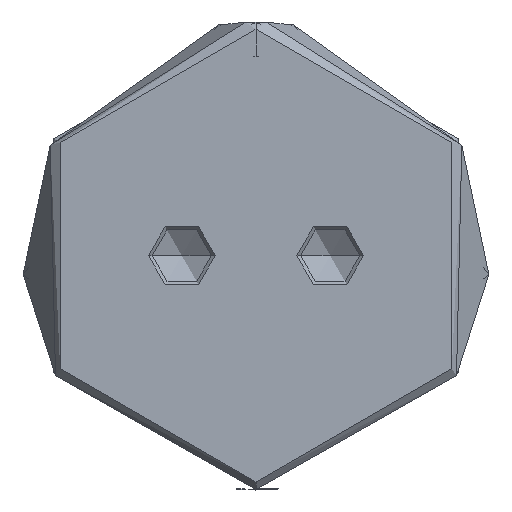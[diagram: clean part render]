
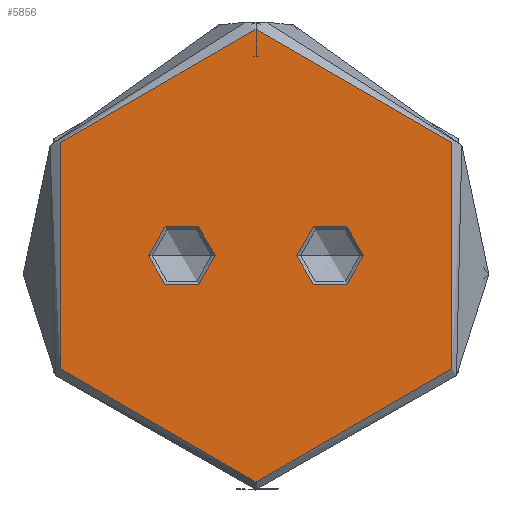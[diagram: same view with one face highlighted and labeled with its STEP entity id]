
A CAD part, front view. The second image highlights one B-rep face of the part: STEP entity #5856.
In plain terms, the highlighted face is planar.
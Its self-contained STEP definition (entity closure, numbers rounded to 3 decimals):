
#57 = ORIENTED_EDGE ( 'NONE', *, *, #5953, .T. ) ;
#109 = EDGE_CURVE ( 'NONE', #2849, #178, #4012, .T. ) ;
#148 = CARTESIAN_POINT ( 'NONE',  ( 0., -10., 0. ) ) ;
#178 = VERTEX_POINT ( 'NONE', #861 ) ;
#348 = DIRECTION ( 'NONE',  ( 0., 1., 0. ) ) ;
#376 = DIRECTION ( 'NONE',  ( 0., 0., -1. ) ) ;
#401 = CARTESIAN_POINT ( 'NONE',  ( 0., -10., 0. ) ) ;
#861 = CARTESIAN_POINT ( 'NONE',  ( 0., 5.5, 0. ) ) ;
#1400 = DIRECTION ( 'NONE',  ( 0., 1., 0. ) ) ;
#1694 = EDGE_CURVE ( 'NONE', #2649, #4582, #3132, .T. ) ;
#1982 = AXIS2_PLACEMENT_3D ( 'NONE', #2066, #2007, #1985 ) ;
#1985 = DIRECTION ( 'NONE',  ( -1., 0., 0. ) ) ;
#2007 = DIRECTION ( 'NONE',  ( 0., 0., -1. ) ) ;
#2066 = CARTESIAN_POINT ( 'NONE',  ( 0., 0., 0. ) ) ;
#2117 = DIRECTION ( 'NONE',  ( 0., 0., 1. ) ) ;
#2232 = EDGE_LOOP ( 'NONE', ( #2405, #3594 ) ) ;
#2265 = DIRECTION ( 'NONE',  ( 0., 0., 1. ) ) ;
#2289 = DIRECTION ( 'NONE',  ( 0., -1., 0. ) ) ;
#2320 = EDGE_LOOP ( 'NONE', ( #4257, #57 ) ) ;
#2405 = ORIENTED_EDGE ( 'NONE', *, *, #5633, .F. ) ;
#2439 = PLANE ( 'NONE',  #1982 ) ;
#2471 = DIRECTION ( 'NONE',  ( 0., -1., 0. ) ) ;
#2496 = ORIENTED_EDGE ( 'NONE', *, *, #4759, .T. ) ;
#2649 = VERTEX_POINT ( 'NONE', #5702 ) ;
#2849 = VERTEX_POINT ( 'NONE', #6593 ) ;
#3130 = CIRCLE ( 'NONE', #4325, 30.5 ) ;
#3132 = CIRCLE ( 'NONE', #3331, 4.5 ) ;
#3179 = EDGE_CURVE ( 'NONE', #5642, #4885, #3819, .T. ) ;
#3219 = AXIS2_PLACEMENT_3D ( 'NONE', #4036, #4010, #3756 ) ;
#3331 = AXIS2_PLACEMENT_3D ( 'NONE', #148, #6921, #1400 ) ;
#3403 = CARTESIAN_POINT ( 'NONE',  ( 0., 10., 0. ) ) ;
#3463 = CARTESIAN_POINT ( 'NONE',  ( 0., 10., 0. ) ) ;
#3526 = DIRECTION ( 'NONE',  ( 0., 0., 1. ) ) ;
#3594 = ORIENTED_EDGE ( 'NONE', *, *, #109, .F. ) ;
#3690 = FACE_BOUND ( 'NONE', #2320, .T. ) ;
#3756 = DIRECTION ( 'NONE',  ( 1., 0., 0. ) ) ;
#3772 = CARTESIAN_POINT ( 'NONE',  ( -30.5, 0., 0. ) ) ;
#3819 = CIRCLE ( 'NONE', #3219, 30.5 ) ;
#3825 = CARTESIAN_POINT ( 'NONE',  ( 0., 0., 0. ) ) ;
#4010 = DIRECTION ( 'NONE',  ( 0., 0., 1. ) ) ;
#4012 = CIRCLE ( 'NONE', #6487, 4.5 ) ;
#4036 = CARTESIAN_POINT ( 'NONE',  ( 0., 0., 0. ) ) ;
#4221 = CARTESIAN_POINT ( 'NONE',  ( 30.5, 0., 0. ) ) ;
#4257 = ORIENTED_EDGE ( 'NONE', *, *, #1694, .T. ) ;
#4325 = AXIS2_PLACEMENT_3D ( 'NONE', #3825, #2117, #6519 ) ;
#4582 = VERTEX_POINT ( 'NONE', #5992 ) ;
#4759 = EDGE_CURVE ( 'NONE', #4885, #5642, #3130, .T. ) ;
#4826 = AXIS2_PLACEMENT_3D ( 'NONE', #3403, #2265, #2289 ) ;
#4885 = VERTEX_POINT ( 'NONE', #3772 ) ;
#5037 = EDGE_LOOP ( 'NONE', ( #2496, #6511 ) ) ;
#5124 = FACE_BOUND ( 'NONE', #2232, .T. ) ;
#5269 = AXIS2_PLACEMENT_3D ( 'NONE', #401, #376, #348 ) ;
#5633 = EDGE_CURVE ( 'NONE', #178, #2849, #6785, .T. ) ;
#5642 = VERTEX_POINT ( 'NONE', #4221 ) ;
#5702 = CARTESIAN_POINT ( 'NONE',  ( 0., -5.5, 0. ) ) ;
#5856 = ADVANCED_FACE ( 'NONE', ( #6351, #5124, #3690 ), #2439, .F. ) ;
#5953 = EDGE_CURVE ( 'NONE', #4582, #2649, #6766, .T. ) ;
#5992 = CARTESIAN_POINT ( 'NONE',  ( 0., -14.5, 0. ) ) ;
#6351 = FACE_OUTER_BOUND ( 'NONE', #5037, .T. ) ;
#6487 = AXIS2_PLACEMENT_3D ( 'NONE', #3463, #3526, #2471 ) ;
#6511 = ORIENTED_EDGE ( 'NONE', *, *, #3179, .T. ) ;
#6519 = DIRECTION ( 'NONE',  ( 1., 0., 0. ) ) ;
#6593 = CARTESIAN_POINT ( 'NONE',  ( 0., 14.5, 0. ) ) ;
#6766 = CIRCLE ( 'NONE', #5269, 4.5 ) ;
#6785 = CIRCLE ( 'NONE', #4826, 4.5 ) ;
#6921 = DIRECTION ( 'NONE',  ( 0., 0., -1. ) ) ;
